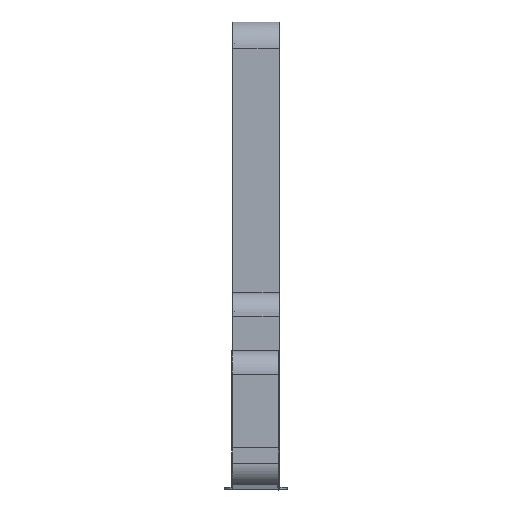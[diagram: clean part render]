
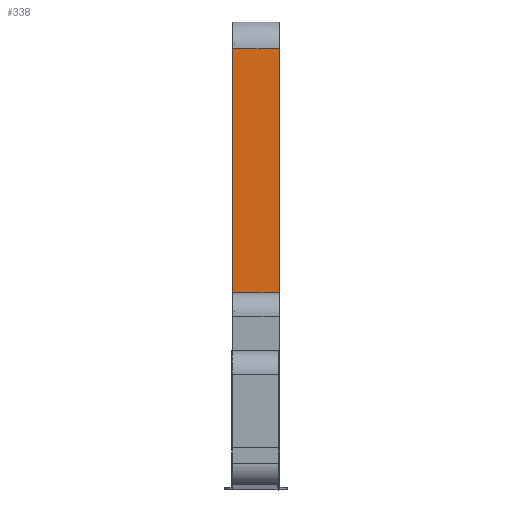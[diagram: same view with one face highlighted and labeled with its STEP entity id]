
A CAD part, left-side view. The second image highlights one B-rep face of the part: STEP entity #338.
In plain terms, the highlighted planar face has unit normal (-1, 0, 0).
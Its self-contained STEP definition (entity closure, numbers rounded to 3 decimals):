
#338=ADVANCED_FACE('',(#859),#10792,.T.);
#859=FACE_OUTER_BOUND('',#1409,.T.);
#1409=EDGE_LOOP('',(#2860,#2861,#2862,#2863));
#2860=ORIENTED_EDGE('',*,*,#5692,.F.);
#2861=ORIENTED_EDGE('',*,*,#5693,.F.);
#2862=ORIENTED_EDGE('',*,*,#5694,.F.);
#2863=ORIENTED_EDGE('',*,*,#5691,.F.);
#5691=EDGE_CURVE('',#9747,#9726,#7484,.T.);
#5692=EDGE_CURVE('',#9748,#9747,#7485,.T.);
#5693=EDGE_CURVE('',#9745,#9748,#7486,.T.);
#5694=EDGE_CURVE('',#9726,#9745,#7487,.T.);
#7484=B_SPLINE_CURVE_WITH_KNOTS('',1,(#20342,#20343),.UNSPECIFIED.,.F.,
 .F.,(2,2),(-1348.384,0.),.UNSPECIFIED.);
#7485=B_SPLINE_CURVE_WITH_KNOTS('',1,(#20344,#20345),.UNSPECIFIED.,.F.,
 .F.,(2,2),(0.,151.9),.UNSPECIFIED.);
#7486=B_SPLINE_CURVE_WITH_KNOTS('',1,(#20346,#20347),.UNSPECIFIED.,.F.,
 .F.,(2,2),(-1348.384,0.),.UNSPECIFIED.);
#7487=B_SPLINE_CURVE_WITH_KNOTS('',1,(#20348,#20349),.UNSPECIFIED.,.F.,
 .F.,(2,2),(-151.9,0.),.UNSPECIFIED.);
#9726=VERTEX_POINT('',#19467);
#9745=VERTEX_POINT('',#19486);
#9747=VERTEX_POINT('',#19488);
#9748=VERTEX_POINT('',#19489);
#10792=PLANE('',#11396);
#11396=AXIS2_PLACEMENT_3D('',#18231,#11560,$);
#11560=DIRECTION('',(-1.,0.,0.));
#18231=CARTESIAN_POINT('',(-76.805,125.205,237.277));
#19467=CARTESIAN_POINT('',(-77.013,292.304,1720.519));
#19486=CARTESIAN_POINT('',(-77.013,140.404,1720.511));
#19488=CARTESIAN_POINT('',(-76.824,292.376,372.135));
#19489=CARTESIAN_POINT('',(-76.824,140.476,372.127));
#20342=CARTESIAN_POINT('',(-76.824,292.376,372.135));
#20343=CARTESIAN_POINT('',(-77.013,292.304,1720.519));
#20344=CARTESIAN_POINT('',(-76.824,140.476,372.127));
#20345=CARTESIAN_POINT('',(-76.824,292.376,372.135));
#20346=CARTESIAN_POINT('',(-77.013,140.404,1720.511));
#20347=CARTESIAN_POINT('',(-76.824,140.476,372.127));
#20348=CARTESIAN_POINT('',(-77.013,292.304,1720.519));
#20349=CARTESIAN_POINT('',(-77.013,140.404,1720.511));
